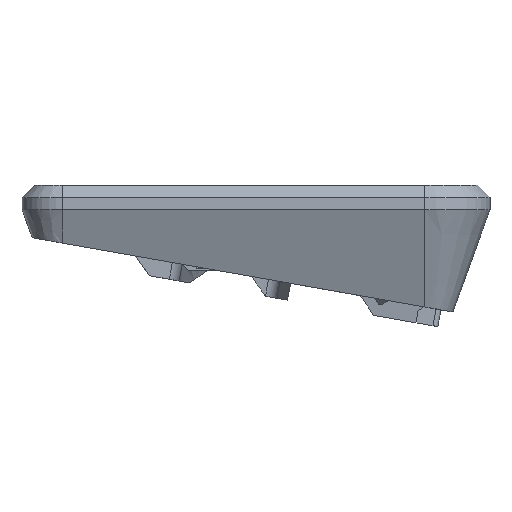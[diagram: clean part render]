
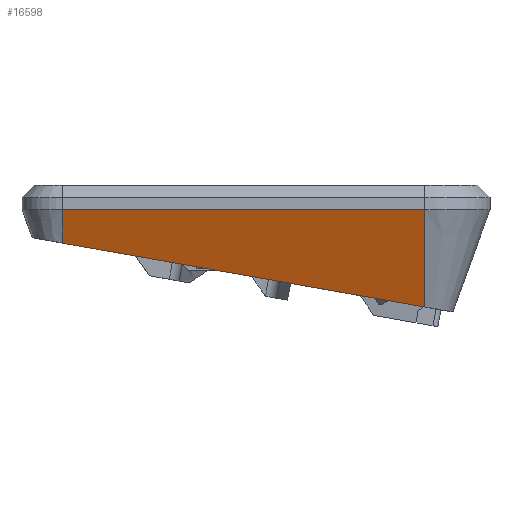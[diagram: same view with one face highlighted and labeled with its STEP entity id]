
A CAD part, front view. The second image highlights one B-rep face of the part: STEP entity #16598.
In plain terms, the highlighted planar face has unit normal (0, -0.94, -0.342).
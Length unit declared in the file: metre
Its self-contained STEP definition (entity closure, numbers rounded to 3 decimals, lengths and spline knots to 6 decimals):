
#759=LINE('',#24138,#2434);
#1221=LINE('',#25746,#2896);
#1222=LINE('',#25748,#2897);
#1223=LINE('',#25750,#2898);
#2434=VECTOR('',#19069,1.);
#2896=VECTOR('',#20385,1.);
#2897=VECTOR('',#20386,1.);
#2898=VECTOR('',#20387,1.);
#5509=ORIENTED_EDGE('',*,*,#10191,.T.);
#5510=ORIENTED_EDGE('',*,*,#10192,.F.);
#5511=ORIENTED_EDGE('',*,*,#10193,.T.);
#5512=ORIENTED_EDGE('',*,*,#9476,.F.);
#9476=EDGE_CURVE('',#11990,#11991,#759,.T.);
#10191=EDGE_CURVE('',#11990,#12504,#1221,.T.);
#10192=EDGE_CURVE('',#12505,#12504,#1222,.T.);
#10193=EDGE_CURVE('',#12505,#11991,#1223,.T.);
#11990=VERTEX_POINT('',#24137);
#11991=VERTEX_POINT('',#24139);
#12504=VERTEX_POINT('',#25747);
#12505=VERTEX_POINT('',#25749);
#14080=EDGE_LOOP('',(#5509,#5510,#5511,#5512));
#15097=FACE_BOUND('',#14080,.T.);
#16007=PLANE('',#17814);
#16598=ADVANCED_FACE('',(#15097),#16007,.T.);
#17814=AXIS2_PLACEMENT_3D('',#25745,#20383,#20384);
#19069=DIRECTION('',(-0.983,-0.063,0.173));
#20383=DIRECTION('',(0.,-0.94,-0.342));
#20384=DIRECTION('',(1.,0.,0.));
#20385=DIRECTION('',(0.,-0.342,0.94));
#20386=DIRECTION('',(1.,0.,0.));
#20387=DIRECTION('',(0.,0.342,-0.94));
#24137=CARTESIAN_POINT('',(0.0751,-0.044647,-0.000285));
#24138=CARTESIAN_POINT('',(0.03803,-0.047026,0.006251));
#24139=CARTESIAN_POINT('',(-0.0139,-0.050358,0.015408));
#25745=CARTESIAN_POINT('',(0.0381,-0.047153,0.0066));
#25746=CARTESIAN_POINT('',(0.0751,-0.047153,0.0066));
#25747=CARTESIAN_POINT('',(0.0751,-0.05334,0.0236));
#25748=CARTESIAN_POINT('',(0.0751,-0.05334,0.0236));
#25749=CARTESIAN_POINT('',(-0.0139,-0.05334,0.0236));
#25750=CARTESIAN_POINT('',(-0.0139,-0.05334,0.0236));
